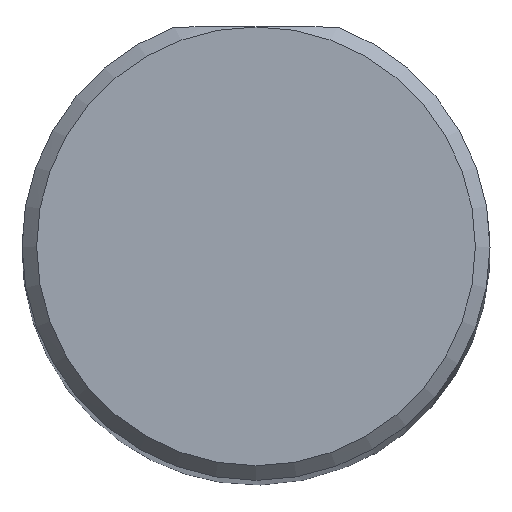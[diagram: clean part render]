
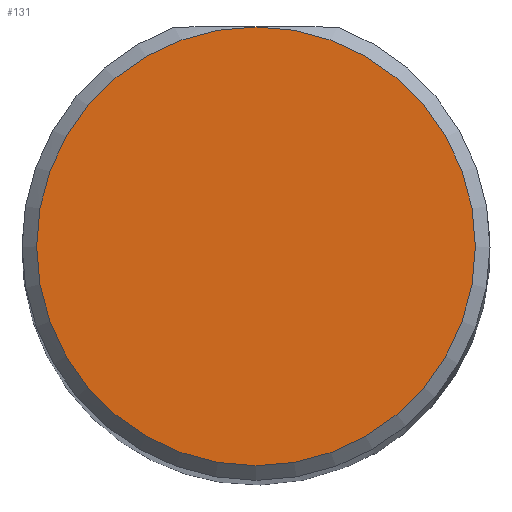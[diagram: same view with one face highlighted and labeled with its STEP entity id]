
A CAD part, top view. The second image highlights one B-rep face of the part: STEP entity #131.
In plain terms, the highlighted planar face has unit normal (0, 0, 1).
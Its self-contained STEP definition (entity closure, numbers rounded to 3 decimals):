
#86 = EDGE_CURVE ( 'NONE', #554, #554, #446, .T. ) ;
#122 = EDGE_LOOP ( 'NONE', ( #483 ) ) ;
#131 = ADVANCED_FACE ( 'NONE', ( #429 ), #372, .T. ) ;
#185 = CARTESIAN_POINT ( 'NONE',  ( 0., 15., 0. ) ) ;
#197 = CARTESIAN_POINT ( 'NONE',  ( 0., 0., 0. ) ) ;
#276 = DIRECTION ( 'NONE',  ( -1., 0., 0. ) ) ;
#372 = PLANE ( 'NONE',  #714 ) ;
#429 = FACE_OUTER_BOUND ( 'NONE', #122, .T. ) ;
#446 = CIRCLE ( 'NONE', #953, 15. ) ;
#449 = DIRECTION ( 'NONE',  ( 1., 0., 0. ) ) ;
#483 = ORIENTED_EDGE ( 'NONE', *, *, #86, .F. ) ;
#554 = VERTEX_POINT ( 'NONE', #185 ) ;
#714 = AXIS2_PLACEMENT_3D ( 'NONE', #893, #896, #449 ) ;
#726 = DIRECTION ( 'NONE',  ( 0., 0., -1. ) ) ;
#893 = CARTESIAN_POINT ( 'NONE',  ( 0., 0., 0. ) ) ;
#896 = DIRECTION ( 'NONE',  ( 0., 0., 1. ) ) ;
#953 = AXIS2_PLACEMENT_3D ( 'NONE', #197, #726, #276 ) ;
